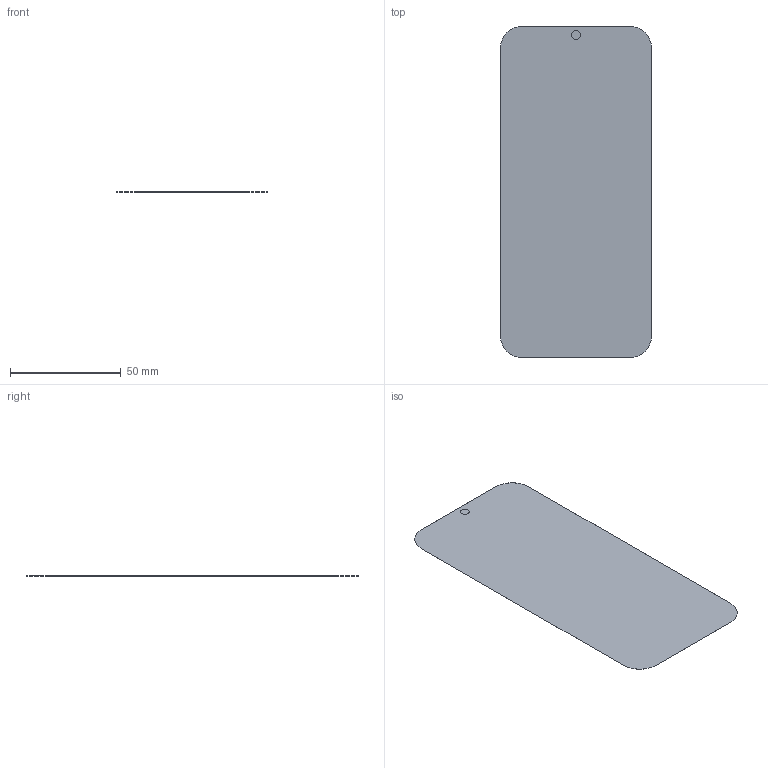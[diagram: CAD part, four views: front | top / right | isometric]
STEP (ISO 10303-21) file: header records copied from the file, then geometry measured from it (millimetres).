
FILE_DESCRIPTION (( 'STEP AP203' ), '1' );
FILE_NAME ('忒儂ヶ裔.STEP', '2025-01-15T06:53:59', ( '' ), ( '' ), 'SwSTEP 2.0', 'SolidWorks 2024', '' );
FILE_SCHEMA (( 'CONFIG_CONTROL_DESIGN' ));
Length unit declared in the file: millimetre
Products named in the file (1): 手机前盖
Bounding box: 68.5 x 149.8 x 0.01 mm (x, y, z)
Volume: 101.7 mm3; surface area: 20337.5 mm2
Topology: 1 solids, 1 shells, 11 faces, 26 edges, 18 vertices
Faces by surface type: plane 7, cylinder 4
Entity records: 403 total; most frequent: DIRECTION 60, CARTESIAN_POINT 56, ORIENTED_EDGE 52, EDGE_CURVE 26, AXIS2_PLACEMENT_3D 22, VERTEX_POINT 18, LINE 16, VECTOR 16
